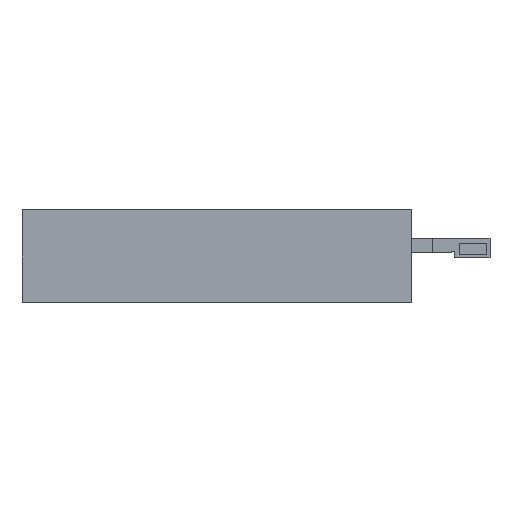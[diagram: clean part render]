
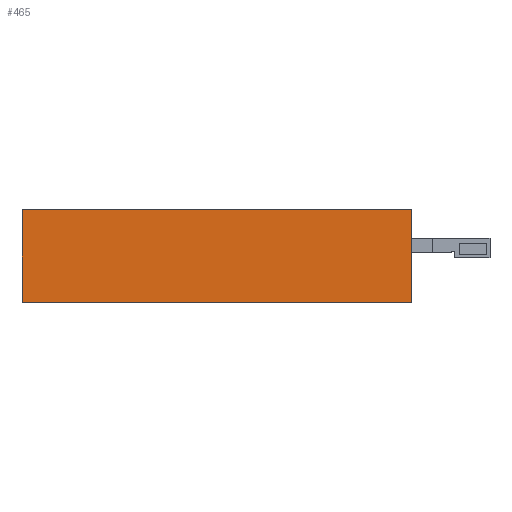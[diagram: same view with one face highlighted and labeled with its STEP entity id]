
A CAD part, top view. The second image highlights one B-rep face of the part: STEP entity #465.
In plain terms, the highlighted planar face has unit normal (0, 0, 1).
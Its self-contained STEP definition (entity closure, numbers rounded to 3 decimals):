
#35=FACE_OUTER_BOUND('',#59,.T.);
#59=EDGE_LOOP('',(#384,#385,#386,#387));
#117=LINE('',#730,#180);
#120=LINE('',#736,#183);
#122=LINE('',#739,#185);
#123=LINE('',#741,#186);
#180=VECTOR('',#596,10.);
#183=VECTOR('',#601,10.);
#185=VECTOR('',#605,10.);
#186=VECTOR('',#608,10.);
#228=VERTEX_POINT('',#727);
#229=VERTEX_POINT('',#729);
#230=VERTEX_POINT('',#733);
#231=VERTEX_POINT('',#735);
#285=EDGE_CURVE('',#229,#228,#117,.T.);
#288=EDGE_CURVE('',#231,#230,#120,.T.);
#290=EDGE_CURVE('',#228,#231,#122,.T.);
#291=EDGE_CURVE('',#230,#229,#123,.T.);
#384=ORIENTED_EDGE('',*,*,#290,.T.);
#385=ORIENTED_EDGE('',*,*,#288,.T.);
#386=ORIENTED_EDGE('',*,*,#291,.T.);
#387=ORIENTED_EDGE('',*,*,#285,.T.);
#441=PLANE('',#503);
#465=ADVANCED_FACE('',(#35),#441,.T.);
#503=AXIS2_PLACEMENT_3D('',#740,#606,#607);
#596=DIRECTION('',(-1.,0.,0.));
#601=DIRECTION('',(1.,0.,0.));
#605=DIRECTION('',(0.,-1.,0.));
#606=DIRECTION('center_axis',(0.,0.,1.));
#607=DIRECTION('ref_axis',(1.,0.,0.));
#608=DIRECTION('',(0.,1.,0.));
#727=CARTESIAN_POINT('',(0.,29.,1.8));
#729=CARTESIAN_POINT('',(122.,29.,1.8));
#730=CARTESIAN_POINT('',(122.,29.,1.8));
#733=CARTESIAN_POINT('',(122.,0.,1.8));
#735=CARTESIAN_POINT('',(0.,0.,1.8));
#736=CARTESIAN_POINT('',(0.,0.,1.8));
#739=CARTESIAN_POINT('',(0.,29.,1.8));
#740=CARTESIAN_POINT('Origin',(61.,14.5,1.8));
#741=CARTESIAN_POINT('',(122.,0.,1.8));
